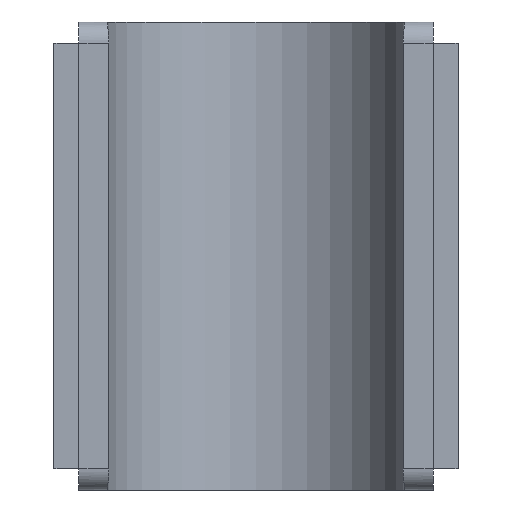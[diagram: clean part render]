
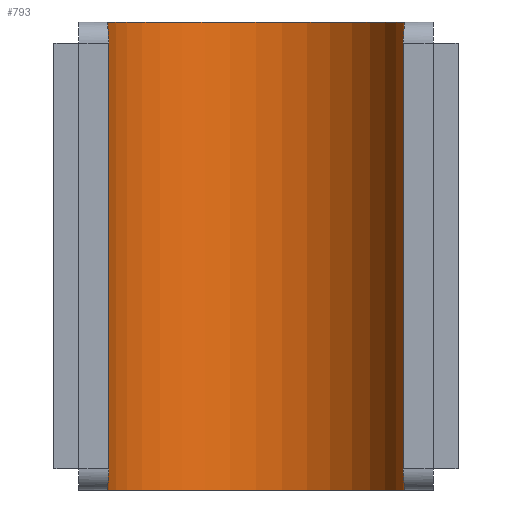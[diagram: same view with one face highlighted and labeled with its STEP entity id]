
A CAD part, left-side view. The second image highlights one B-rep face of the part: STEP entity #793.
In plain terms, the highlighted cylindrical face has radius 0.21 mm (diameter 0.42 mm), a partial arc.
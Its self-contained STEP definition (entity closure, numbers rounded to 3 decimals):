
#19=B_SPLINE_CURVE_WITH_KNOTS('',7,(#1314,#1315,#1316,#1317,#1318,#1319,
#1320,#1321,#1322,#1323,#1324,#1325,#1326,#1327),.UNSPECIFIED.,.F.,.F.,
(8,6,8),(0.,0.874,1.),.UNSPECIFIED.);
#20=B_SPLINE_CURVE_WITH_KNOTS('',7,(#1335,#1336,#1337,#1338,#1339,#1340,
#1341,#1342,#1343,#1344,#1345,#1346,#1347,#1348),.UNSPECIFIED.,.F.,.F.,
(8,6,8),(0.,0.874,1.),.UNSPECIFIED.);
#21=B_SPLINE_CURVE_WITH_KNOTS('',7,(#1355,#1356,#1357,#1358,#1359,#1360,
#1361,#1362,#1363,#1364,#1365,#1366,#1367,#1368),.UNSPECIFIED.,.F.,.F.,
(8,6,8),(0.,0.874,1.),.UNSPECIFIED.);
#22=B_SPLINE_CURVE_WITH_KNOTS('',7,(#1375,#1376,#1377,#1378,#1379,#1380,
#1381,#1382,#1383,#1384,#1385,#1386,#1387,#1388),.UNSPECIFIED.,.F.,.F.,
(8,6,8),(0.,0.874,1.),.UNSPECIFIED.);
#36=CYLINDRICAL_SURFACE('',#866,0.21);
#55=CIRCLE('',#857,0.21);
#56=CIRCLE('',#862,0.21);
#93=FACE_OUTER_BOUND('',#133,.T.);
#133=EDGE_LOOP('',(#668,#669,#670,#671,#672,#673,#674,#675));
#209=LINE('',#1331,#289);
#213=LINE('',#1372,#293);
#289=VECTOR('',#1044,1.);
#293=VECTOR('',#1058,1.);
#360=VERTEX_POINT('',#1306);
#361=VERTEX_POINT('',#1308);
#362=VERTEX_POINT('',#1312);
#363=VERTEX_POINT('',#1329);
#364=VERTEX_POINT('',#1333);
#365=VERTEX_POINT('',#1350);
#366=VERTEX_POINT('',#1354);
#367=VERTEX_POINT('',#1371);
#460=EDGE_CURVE('',#361,#360,#55,.T.);
#463=EDGE_CURVE('',#362,#360,#19,.T.);
#465=EDGE_CURVE('',#363,#362,#209,.T.);
#467=EDGE_CURVE('',#363,#364,#20,.T.);
#469=EDGE_CURVE('',#365,#364,#56,.T.);
#470=EDGE_CURVE('',#366,#361,#21,.T.);
#472=EDGE_CURVE('',#367,#366,#213,.T.);
#474=EDGE_CURVE('',#367,#365,#22,.T.);
#668=ORIENTED_EDGE('',*,*,#465,.F.);
#669=ORIENTED_EDGE('',*,*,#467,.T.);
#670=ORIENTED_EDGE('',*,*,#469,.F.);
#671=ORIENTED_EDGE('',*,*,#474,.F.);
#672=ORIENTED_EDGE('',*,*,#472,.T.);
#673=ORIENTED_EDGE('',*,*,#470,.T.);
#674=ORIENTED_EDGE('',*,*,#460,.T.);
#675=ORIENTED_EDGE('',*,*,#463,.F.);
#793=ADVANCED_FACE('',(#93),#36,.F.);
#857=AXIS2_PLACEMENT_3D('',#1309,#1035,#1036);
#862=AXIS2_PLACEMENT_3D('',#1352,#1051,#1052);
#866=AXIS2_PLACEMENT_3D('',#1389,#1062,#1063);
#1035=DIRECTION('center_axis',(0.,0.,1.));
#1036=DIRECTION('ref_axis',(0.,1.,0.));
#1044=DIRECTION('',(0.,0.,1.));
#1051=DIRECTION('center_axis',(0.,0.,1.));
#1052=DIRECTION('ref_axis',(0.,1.,0.));
#1058=DIRECTION('',(0.,0.,1.));
#1062=DIRECTION('center_axis',(0.,0.,1.));
#1063=DIRECTION('ref_axis',(1.,0.,0.));
#1306=CARTESIAN_POINT('',(-0.47,0.21,0.66));
#1308=CARTESIAN_POINT('',(-0.47,-0.21,0.66));
#1309=CARTESIAN_POINT('Origin',(-0.47,0.,0.66));
#1312=CARTESIAN_POINT('',(-0.5,0.208,0.63));
#1314=CARTESIAN_POINT('Ctrl Pts',(-0.5,0.208,0.63));
#1315=CARTESIAN_POINT('Ctrl Pts',(-0.5,0.208,0.636));
#1316=CARTESIAN_POINT('Ctrl Pts',(-0.498,0.208,0.642));
#1317=CARTESIAN_POINT('Ctrl Pts',(-0.495,0.208,0.648));
#1318=CARTESIAN_POINT('Ctrl Pts',(-0.491,0.209,0.653));
#1319=CARTESIAN_POINT('Ctrl Pts',(-0.487,0.209,0.656));
#1320=CARTESIAN_POINT('Ctrl Pts',(-0.481,0.21,0.658));
#1321=CARTESIAN_POINT('Ctrl Pts',(-0.475,0.21,0.66));
#1322=CARTESIAN_POINT('Ctrl Pts',(-0.474,0.21,0.66));
#1323=CARTESIAN_POINT('Ctrl Pts',(-0.473,0.21,0.66));
#1324=CARTESIAN_POINT('Ctrl Pts',(-0.472,0.21,0.66));
#1325=CARTESIAN_POINT('Ctrl Pts',(-0.472,0.21,0.66));
#1326=CARTESIAN_POINT('Ctrl Pts',(-0.471,0.21,0.66));
#1327=CARTESIAN_POINT('Ctrl Pts',(-0.47,0.21,0.66));
#1329=CARTESIAN_POINT('',(-0.5,0.208,0.03));
#1331=CARTESIAN_POINT('',(-0.5,0.208,0.66));
#1333=CARTESIAN_POINT('',(-0.47,0.21,0.));
#1335=CARTESIAN_POINT('Ctrl Pts',(-0.5,0.208,0.03));
#1336=CARTESIAN_POINT('Ctrl Pts',(-0.5,0.208,0.024));
#1337=CARTESIAN_POINT('Ctrl Pts',(-0.498,0.208,0.018));
#1338=CARTESIAN_POINT('Ctrl Pts',(-0.495,0.208,0.012));
#1339=CARTESIAN_POINT('Ctrl Pts',(-0.491,0.209,0.007));
#1340=CARTESIAN_POINT('Ctrl Pts',(-0.487,0.209,0.004));
#1341=CARTESIAN_POINT('Ctrl Pts',(-0.481,0.21,0.002));
#1342=CARTESIAN_POINT('Ctrl Pts',(-0.475,0.21,0.));
#1343=CARTESIAN_POINT('Ctrl Pts',(-0.474,0.21,0.));
#1344=CARTESIAN_POINT('Ctrl Pts',(-0.473,0.21,0.));
#1345=CARTESIAN_POINT('Ctrl Pts',(-0.472,0.21,0.));
#1346=CARTESIAN_POINT('Ctrl Pts',(-0.472,0.21,0.));
#1347=CARTESIAN_POINT('Ctrl Pts',(-0.471,0.21,0.));
#1348=CARTESIAN_POINT('Ctrl Pts',(-0.47,0.21,0.));
#1350=CARTESIAN_POINT('',(-0.47,-0.21,0.));
#1352=CARTESIAN_POINT('Origin',(-0.47,0.,0.));
#1354=CARTESIAN_POINT('',(-0.5,-0.208,0.63));
#1355=CARTESIAN_POINT('Ctrl Pts',(-0.5,-0.208,0.63));
#1356=CARTESIAN_POINT('Ctrl Pts',(-0.5,-0.208,0.636));
#1357=CARTESIAN_POINT('Ctrl Pts',(-0.498,-0.208,0.642));
#1358=CARTESIAN_POINT('Ctrl Pts',(-0.495,-0.208,0.648));
#1359=CARTESIAN_POINT('Ctrl Pts',(-0.491,-0.209,0.653));
#1360=CARTESIAN_POINT('Ctrl Pts',(-0.487,-0.209,0.656));
#1361=CARTESIAN_POINT('Ctrl Pts',(-0.481,-0.21,0.658));
#1362=CARTESIAN_POINT('Ctrl Pts',(-0.475,-0.21,0.66));
#1363=CARTESIAN_POINT('Ctrl Pts',(-0.474,-0.21,0.66));
#1364=CARTESIAN_POINT('Ctrl Pts',(-0.473,-0.21,0.66));
#1365=CARTESIAN_POINT('Ctrl Pts',(-0.472,-0.21,0.66));
#1366=CARTESIAN_POINT('Ctrl Pts',(-0.472,-0.21,0.66));
#1367=CARTESIAN_POINT('Ctrl Pts',(-0.471,-0.21,0.66));
#1368=CARTESIAN_POINT('Ctrl Pts',(-0.47,-0.21,0.66));
#1371=CARTESIAN_POINT('',(-0.5,-0.208,0.03));
#1372=CARTESIAN_POINT('',(-0.5,-0.208,0.66));
#1375=CARTESIAN_POINT('Ctrl Pts',(-0.5,-0.208,0.03));
#1376=CARTESIAN_POINT('Ctrl Pts',(-0.5,-0.208,0.024));
#1377=CARTESIAN_POINT('Ctrl Pts',(-0.498,-0.208,0.018));
#1378=CARTESIAN_POINT('Ctrl Pts',(-0.495,-0.208,0.012));
#1379=CARTESIAN_POINT('Ctrl Pts',(-0.491,-0.209,0.007));
#1380=CARTESIAN_POINT('Ctrl Pts',(-0.487,-0.209,0.004));
#1381=CARTESIAN_POINT('Ctrl Pts',(-0.481,-0.21,0.002));
#1382=CARTESIAN_POINT('Ctrl Pts',(-0.475,-0.21,0.));
#1383=CARTESIAN_POINT('Ctrl Pts',(-0.474,-0.21,0.));
#1384=CARTESIAN_POINT('Ctrl Pts',(-0.473,-0.21,0.));
#1385=CARTESIAN_POINT('Ctrl Pts',(-0.472,-0.21,0.));
#1386=CARTESIAN_POINT('Ctrl Pts',(-0.472,-0.21,0.));
#1387=CARTESIAN_POINT('Ctrl Pts',(-0.471,-0.21,0.));
#1388=CARTESIAN_POINT('Ctrl Pts',(-0.47,-0.21,0.));
#1389=CARTESIAN_POINT('Origin',(-0.47,0.,0.66));
